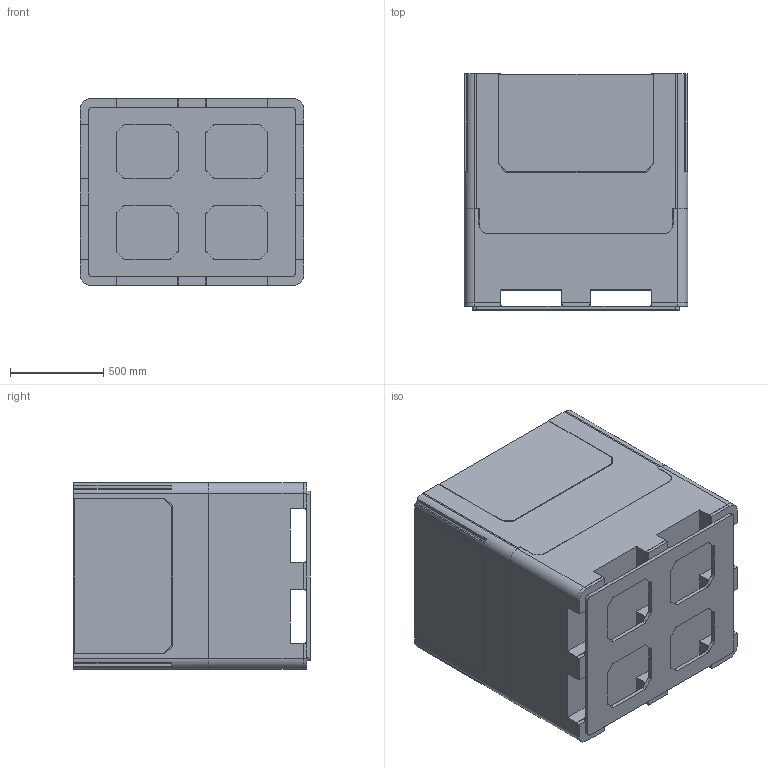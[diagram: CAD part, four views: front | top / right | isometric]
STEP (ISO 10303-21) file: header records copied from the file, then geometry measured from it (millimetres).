
FILE_DESCRIPTION((''),'2;1');
FILE_NAME('109574WSM_ASM','2025-06-20T15:14:52',('SYSTEM'),(''),'CREO PARAMETRIC BY PTC INC, 2023294','CREO PARAMETRIC BY PTC INC, 2023294','');
FILE_SCHEMA(('CONFIG_CONTROL_DESIGN'));
Length unit declared in the file: inch
Products named in the file (9): 86894SM; 86901SM; 116615SM_ASM; 86921SM; 86920SM; 86918SM; 86919SM; 86922SM; 109574WSM_ASM
Assembly tree (9 placements, depth 3):
  109574WSM_ASM
    116615SM_ASM
      86894SM
      86901SM
    86921SM
    86920SM
    86918SM  x2
    86919SM
    86922SM
Bounding box: 1200 x 1266.83 x 1000 mm (x, y, z)
Volume: 267406024 mm3; surface area: 15120167.1 mm2
Topology: 8 solids, 8 shells, 402 faces, 1116 edges, 728 vertices
Faces by surface type: plane 281, cylinder 116, sphere 4, bspline 1
Entity records: 12429 total; most frequent: CARTESIAN_POINT 2469, ORIENTED_EDGE 2088, DIRECTION 1978, EDGE_CURVE 1044, VECTOR 820, LINE 820, VERTEX_POINT 684, AXIS2_PLACEMENT_3D 579
